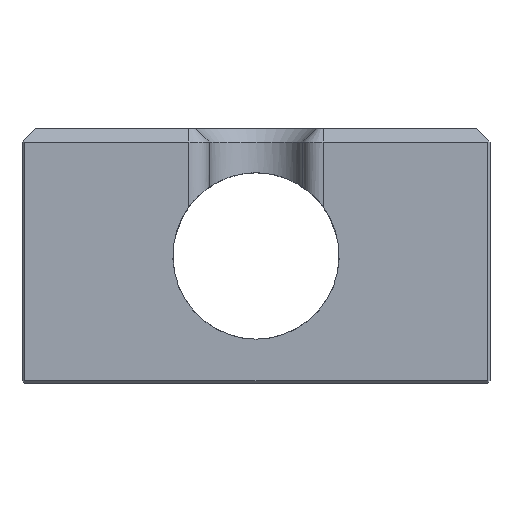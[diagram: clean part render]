
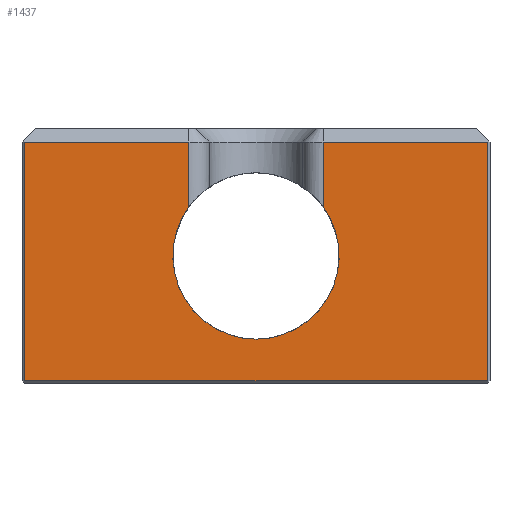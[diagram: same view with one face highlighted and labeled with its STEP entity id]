
A CAD part, left-side view. The second image highlights one B-rep face of the part: STEP entity #1437.
In plain terms, the highlighted planar face has unit normal (-1, 0, 0).
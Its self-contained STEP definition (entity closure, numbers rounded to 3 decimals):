
#52=CIRCLE('',#1546,6.2);
#198=ORIENTED_EDGE('',*,*,#586,.F.);
#199=ORIENTED_EDGE('',*,*,#583,.F.);
#200=ORIENTED_EDGE('',*,*,#587,.T.);
#201=ORIENTED_EDGE('',*,*,#588,.F.);
#202=ORIENTED_EDGE('',*,*,#589,.T.);
#203=ORIENTED_EDGE('',*,*,#590,.T.);
#204=ORIENTED_EDGE('',*,*,#591,.T.);
#205=ORIENTED_EDGE('',*,*,#581,.T.);
#581=EDGE_CURVE('',#772,#771,#905,.T.);
#583=EDGE_CURVE('',#773,#774,#907,.T.);
#586=EDGE_CURVE('',#774,#771,#910,.T.);
#587=EDGE_CURVE('',#773,#775,#911,.T.);
#588=EDGE_CURVE('',#776,#775,#912,.T.);
#589=EDGE_CURVE('',#776,#777,#52,.T.);
#590=EDGE_CURVE('',#777,#778,#913,.T.);
#591=EDGE_CURVE('',#778,#772,#914,.T.);
#771=VERTEX_POINT('',#2223);
#772=VERTEX_POINT('',#2225);
#773=VERTEX_POINT('',#2229);
#774=VERTEX_POINT('',#2230);
#775=VERTEX_POINT('',#2236);
#776=VERTEX_POINT('',#2238);
#777=VERTEX_POINT('',#2240);
#778=VERTEX_POINT('',#2242);
#905=LINE('',#2224,#1072);
#907=LINE('',#2228,#1074);
#910=LINE('',#2234,#1077);
#911=LINE('',#2235,#1078);
#912=LINE('',#2237,#1079);
#913=LINE('',#2241,#1080);
#914=LINE('',#2243,#1081);
#1072=VECTOR('',#1777,1000.);
#1074=VECTOR('',#1781,1000.);
#1077=VECTOR('',#1786,1000.);
#1078=VECTOR('',#1787,1000.);
#1079=VECTOR('',#1788,1000.);
#1080=VECTOR('',#1791,1000.);
#1081=VECTOR('',#1792,1000.);
#1181=EDGE_LOOP('',(#198,#199,#200,#201,#202,#203,#204,#205));
#1284=FACE_BOUND('',#1181,.T.);
#1379=PLANE('',#1545);
#1437=ADVANCED_FACE('',(#1284),#1379,.F.);
#1545=AXIS2_PLACEMENT_3D('',#2233,#1784,#1785);
#1546=AXIS2_PLACEMENT_3D('',#2239,#1789,#1790);
#1777=DIRECTION('',(0.,0.,-1.));
#1781=DIRECTION('',(0.,0.,-1.));
#1784=DIRECTION('',(1.,0.,0.));
#1785=DIRECTION('',(0.,0.,-1.));
#1786=DIRECTION('',(0.,1.,0.));
#1787=DIRECTION('',(0.,1.,0.));
#1788=DIRECTION('',(0.,0.,1.));
#1789=DIRECTION('',(1.,0.,0.));
#1790=DIRECTION('',(0.,0.,-1.));
#1791=DIRECTION('',(0.,0.,1.));
#1792=DIRECTION('',(0.,1.,0.));
#2223=CARTESIAN_POINT('',(0.,17.25,-9.3));
#2224=CARTESIAN_POINT('',(0.,17.25,9.5));
#2225=CARTESIAN_POINT('',(0.,17.25,8.5));
#2228=CARTESIAN_POINT('',(0.,-17.25,9.5));
#2229=CARTESIAN_POINT('',(0.,-17.25,8.5));
#2230=CARTESIAN_POINT('',(0.,-17.25,-9.3));
#2233=CARTESIAN_POINT('',(0.,-17.45,9.5));
#2234=CARTESIAN_POINT('',(0.,-60.,-9.3));
#2235=CARTESIAN_POINT('',(0.,-17.45,8.5));
#2236=CARTESIAN_POINT('',(0.,-5.,8.5));
#2237=CARTESIAN_POINT('',(0.,-5.,0.));
#2238=CARTESIAN_POINT('',(0.,-5.,3.666));
#2239=CARTESIAN_POINT('',(0.,0.,0.));
#2240=CARTESIAN_POINT('',(0.,5.,3.666));
#2241=CARTESIAN_POINT('',(0.,5.,0.));
#2242=CARTESIAN_POINT('',(0.,5.,8.5));
#2243=CARTESIAN_POINT('',(0.,-17.45,8.5));
